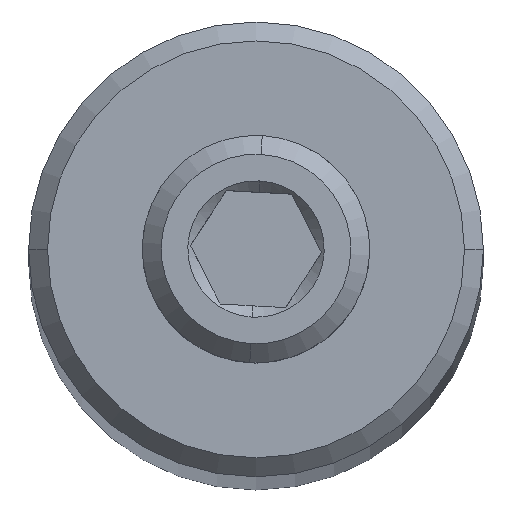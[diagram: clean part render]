
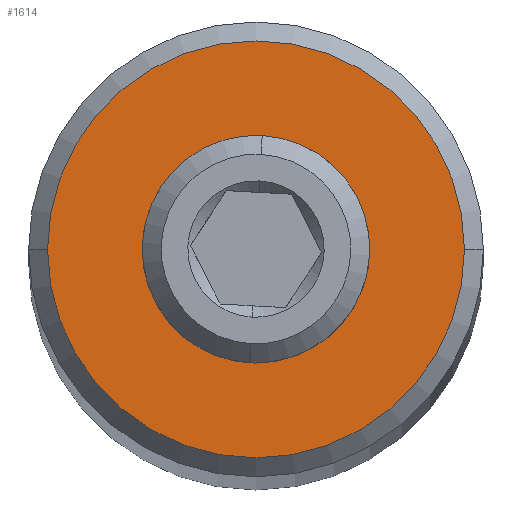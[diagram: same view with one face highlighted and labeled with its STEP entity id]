
A CAD part, top view. The second image highlights one B-rep face of the part: STEP entity #1614.
In plain terms, the highlighted planar face has unit normal (0, 0, 1).
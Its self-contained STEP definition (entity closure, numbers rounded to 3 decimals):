
#4 = AXIS2_PLACEMENT_3D ( 'NONE', #1186, #925, #1191 ) ;
#36 = CIRCLE ( 'NONE', #4, 1.5 ) ;
#56 = EDGE_CURVE ( 'NONE', #704, #1496, #1495, .T. ) ;
#112 = ORIENTED_EDGE ( 'NONE', *, *, #1049, .F. ) ;
#140 = DIRECTION ( 'NONE',  ( 1., 0., 0. ) ) ;
#180 = DIRECTION ( 'NONE',  ( 0., 0., 1. ) ) ;
#188 = AXIS2_PLACEMENT_3D ( 'NONE', #1482, #955, #322 ) ;
#266 = CARTESIAN_POINT ( 'NONE',  ( -2.75, 0., 50. ) ) ;
#299 = CARTESIAN_POINT ( 'NONE',  ( 1.5, 0., 50. ) ) ;
#322 = DIRECTION ( 'NONE',  ( 1., 0., 0. ) ) ;
#365 = ORIENTED_EDGE ( 'NONE', *, *, #1070, .F. ) ;
#413 = DIRECTION ( 'NONE',  ( 0., 0., 1. ) ) ;
#422 = DIRECTION ( 'NONE',  ( 1., 0., 0. ) ) ;
#555 = DIRECTION ( 'NONE',  ( 0., 0., 1. ) ) ;
#574 = ORIENTED_EDGE ( 'NONE', *, *, #56, .T. ) ;
#607 = AXIS2_PLACEMENT_3D ( 'NONE', #769, #555, #140 ) ;
#650 = EDGE_CURVE ( 'NONE', #1496, #704, #949, .T. ) ;
#660 = CARTESIAN_POINT ( 'NONE',  ( 0., 0., 50. ) ) ;
#704 = VERTEX_POINT ( 'NONE', #1090 ) ;
#721 = EDGE_LOOP ( 'NONE', ( #874, #574 ) ) ;
#751 = FACE_OUTER_BOUND ( 'NONE', #721, .T. ) ;
#769 = CARTESIAN_POINT ( 'NONE',  ( 0., 0., 50. ) ) ;
#840 = AXIS2_PLACEMENT_3D ( 'NONE', #660, #413, #422 ) ;
#874 = ORIENTED_EDGE ( 'NONE', *, *, #650, .T. ) ;
#875 = FACE_BOUND ( 'NONE', #1253, .T. ) ;
#925 = DIRECTION ( 'NONE',  ( 0., 0., 1. ) ) ;
#949 = CIRCLE ( 'NONE', #188, 2.75 ) ;
#955 = DIRECTION ( 'NONE',  ( 0., 0., 1. ) ) ;
#1049 = EDGE_CURVE ( 'NONE', #1651, #1632, #1322, .T. ) ;
#1062 = CARTESIAN_POINT ( 'NONE',  ( 0., 0., 50. ) ) ;
#1070 = EDGE_CURVE ( 'NONE', #1632, #1651, #36, .T. ) ;
#1090 = CARTESIAN_POINT ( 'NONE',  ( 2.75, 0., 50. ) ) ;
#1186 = CARTESIAN_POINT ( 'NONE',  ( 0., 0., 50. ) ) ;
#1191 = DIRECTION ( 'NONE',  ( 1., 0., 0. ) ) ;
#1205 = DIRECTION ( 'NONE',  ( 1., 0., 0. ) ) ;
#1253 = EDGE_LOOP ( 'NONE', ( #112, #365 ) ) ;
#1322 = CIRCLE ( 'NONE', #840, 1.5 ) ;
#1459 = PLANE ( 'NONE',  #1643 ) ;
#1482 = CARTESIAN_POINT ( 'NONE',  ( 0., 0., 50. ) ) ;
#1495 = CIRCLE ( 'NONE', #607, 2.75 ) ;
#1496 = VERTEX_POINT ( 'NONE', #266 ) ;
#1599 = CARTESIAN_POINT ( 'NONE',  ( -1.5, 0., 50. ) ) ;
#1614 = ADVANCED_FACE ( 'NONE', ( #751, #875 ), #1459, .T. ) ;
#1632 = VERTEX_POINT ( 'NONE', #1599 ) ;
#1643 = AXIS2_PLACEMENT_3D ( 'NONE', #1062, #180, #1205 ) ;
#1651 = VERTEX_POINT ( 'NONE', #299 ) ;
